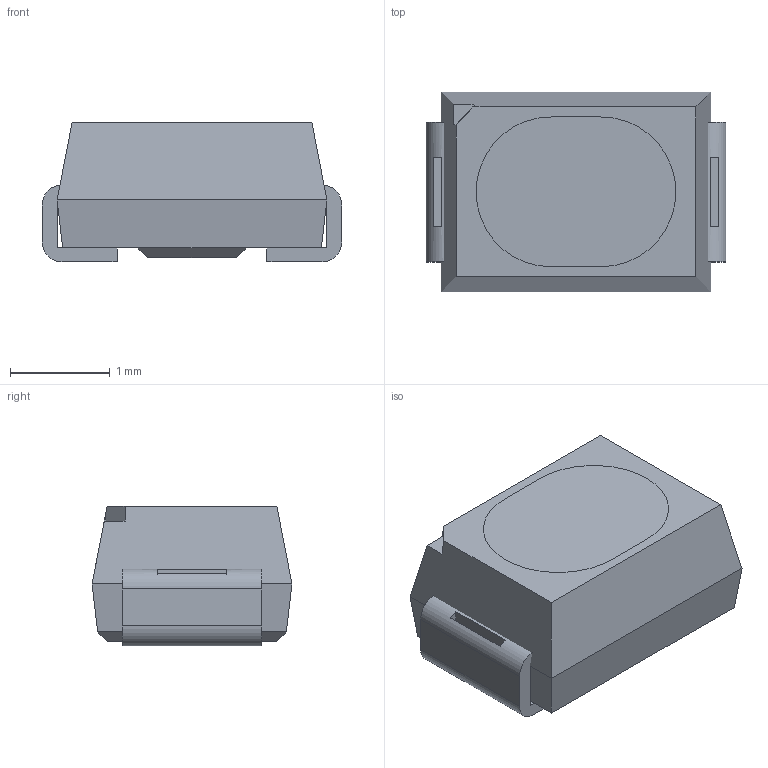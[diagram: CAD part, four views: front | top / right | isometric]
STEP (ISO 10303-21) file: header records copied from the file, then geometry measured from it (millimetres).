
FILE_DESCRIPTION( ( '' ), ' ' );
FILE_NAME( '5c6536c0d227e2193552e206.step', '2019-02-14T09:37:05', ( '' ), ( '' ), ' ', ' ', ' ' );
FILE_SCHEMA( ( 'AUTOMOTIVE_DESIGN { 1 0 10303 214 1 1 1 1 }' ) );
Length unit declared in the file: metre
Products named in the file (3): Part 3; Part 2; Part 1
Bounding box: 3 x 2 x 1.4 mm (x, y, z)
Volume: 7.4 mm3; surface area: 44.5 mm2
Topology: 3 solids, 3 shells, 59 faces, 149 edges, 95 vertices
Faces by surface type: plane 51, cylinder 8
Entity records: 2255 total; most frequent: CARTESIAN_POINT 306, ORIENTED_EDGE 298, DIRECTION 293, EDGE_CURVE 149, LINE 129, VECTOR 129, VERTEX_POINT 95, AXIS2_PLACEMENT_3D 82
